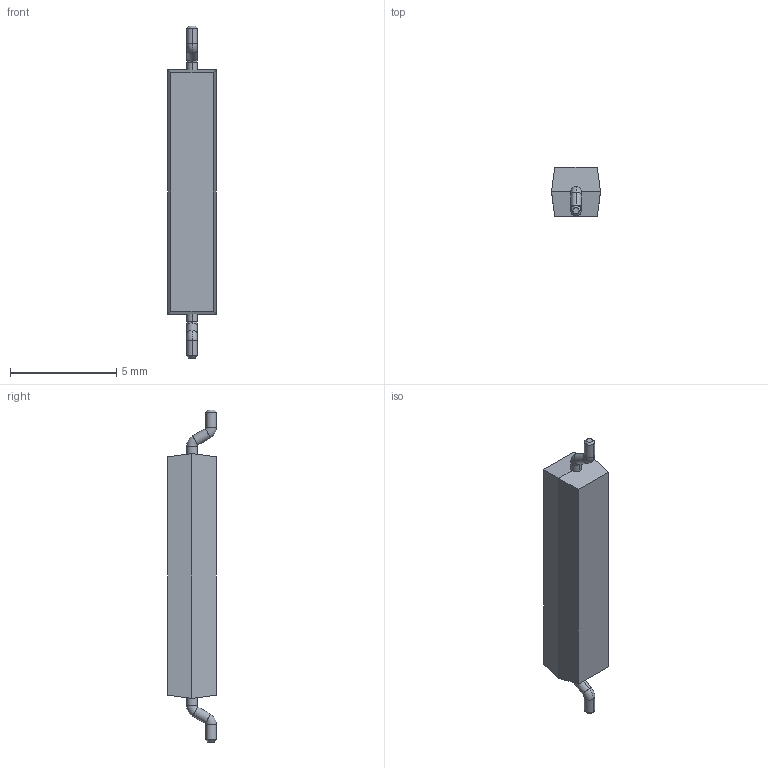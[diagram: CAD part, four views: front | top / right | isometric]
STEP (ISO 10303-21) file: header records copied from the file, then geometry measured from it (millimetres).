
FILE_DESCRIPTION (( 'STEP AP214' ), '1' );
FILE_NAME ('MK16.STEP', '2014-06-20T09:34:57', ( 'Master' ), ( '' ), 'SwSTEP 2.0', 'SolidWorks 2013', '' );
FILE_SCHEMA (( 'AUTOMOTIVE_DESIGN' ));
Length unit declared in the file: millimetre
Products named in the file (1): MK16
Bounding box: 2.3 x 2.3 x 15.6 mm (x, y, z)
Volume: 57.1 mm3; surface area: 115.1 mm2
Topology: 1 solids, 1 shells, 36 faces, 82 edges, 48 vertices
Faces by surface type: cylinder 12, plane 12, torus 8, cone 4
Entity records: 1322 total; most frequent: CARTESIAN_POINT 191, DIRECTION 184, ORIENTED_EDGE 164, EDGE_CURVE 82, AXIS2_PLACEMENT_3D 73, VERTEX_POINT 48, LINE 38, VECTOR 38
